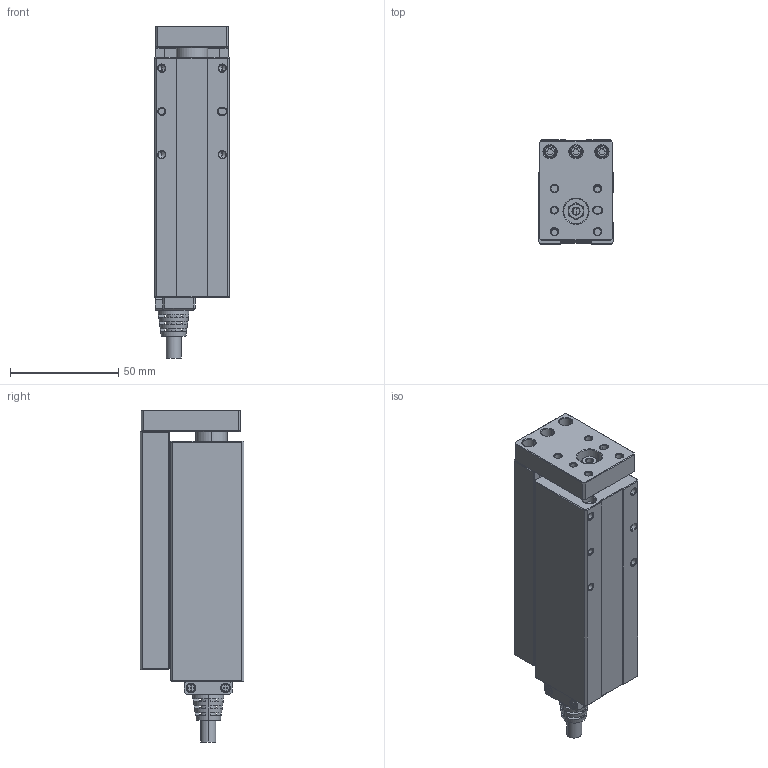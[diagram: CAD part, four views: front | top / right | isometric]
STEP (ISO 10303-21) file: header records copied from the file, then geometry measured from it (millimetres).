
FILE_DESCRIPTION (( 'STEP AP203' ), '1' );
FILE_NAME ('RM-NPLA-10-50-2 峚倰遵す怢芢裝.STEP', '2023-03-09T02:33:45', ( '' ), ( '' ), 'SwSTEP 2.0', 'SolidWorks 2021', '' );
FILE_SCHEMA (( 'CONFIG_CONTROL_DESIGN' ));
Length unit declared in the file: millimetre
Products named in the file (14): MSP01-NPLA024 萇儂俋褲05-50; MSP01-NPLA025 平台（上银）05-50; MSP04-NPLA002 癹弇翐05; RM-NPLA-10-50-2 峚倰遵す怢芢裝; 粟銅詩湍; SR.step; MGW7H 賑輸; MFT03-M3x6 埴翐囀鞠褒蹟佪; MSP01-NPLA021 ヶ傷啣05; MGW7H 絳寢_30俴最; MSP01-NPLA005 猾裔; MSP01-NPLA004 帣裔; MFT02-M2x5 坋趼麥芛蹟佪; MFT12-M4 赻坶蹟譫
Assembly tree (24 placements, depth 2):
  RM-NPLA-10-50-2 峚倰遵す怢芢裝
    MSP01-NPLA024 萇儂俋褲05-50
    MSP01-NPLA021 ヶ傷啣05
    MSP01-NPLA025 平台（上银）05-50
    SR.step
    MSP01-NPLA004 帣裔
    MFT12-M4 赻坶蹟譫
    MFT02-M2x5 坋趼麥芛蹟佪  x6
    MFT03-M3x6 埴翐囀鞠褒蹟佪  x7
    MGW7H 絳寢_30俴最
    MGW7H 賑輸
    MSP01-NPLA005 猾裔
    粟銅詩湍
    MSP04-NPLA002 癹弇翐05
Bounding box: 35 x 48 x 153.5 mm (x, y, z)
Volume: 122600.6 mm3; surface area: 64740.3 mm2
Topology: 24 solids, 24 shells, 1241 faces, 2885 edges, 1717 vertices
Faces by surface type: plane 670, cylinder 308, cone 243, torus 20
Entity records: 26469 total; most frequent: CARTESIAN_POINT 4543, DIRECTION 4395, ORIENTED_EDGE 4010, EDGE_CURVE 2005, AXIS2_PLACEMENT_3D 1575, VECTOR 1245, LINE 1245, VERTEX_POINT 1225
